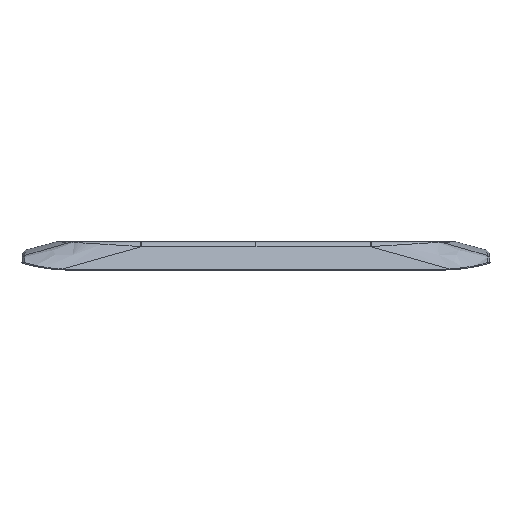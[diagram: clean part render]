
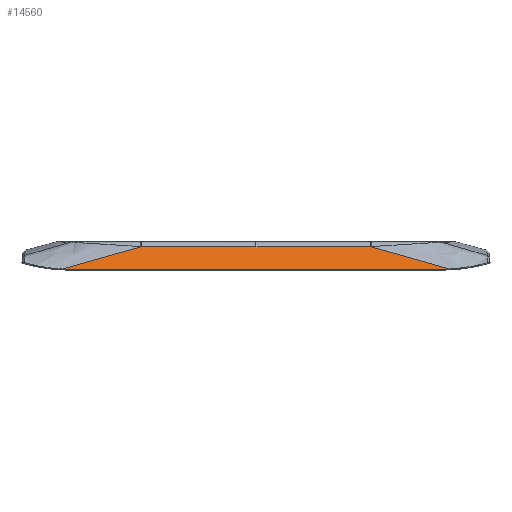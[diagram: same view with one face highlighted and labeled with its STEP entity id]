
A CAD part, left-side view. The second image highlights one B-rep face of the part: STEP entity #14560.
In plain terms, the highlighted planar face has unit normal (-0.951, 0, 0.309).
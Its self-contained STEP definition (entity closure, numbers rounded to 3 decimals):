
#140 = ORIENTED_EDGE ( 'NONE', *, *, #22693, .F. ) ;
#924 = EDGE_CURVE ( 'NONE', #21794, #5975, #8368, .T. ) ;
#1062 = B_SPLINE_CURVE_WITH_KNOTS ( 'NONE', 3,
 ( #11280, #17356, #21092, #7741 ),
 .UNSPECIFIED., .F., .F.,
 ( 4, 4 ),
 ( 0., 1. ),
 .UNSPECIFIED. ) ;
#1744 = VERTEX_POINT ( 'NONE', #21762 ) ;
#2330 = CARTESIAN_POINT ( 'NONE',  ( -6.333, 100.947, 6.427 ) ) ;
#2750 = EDGE_CURVE ( 'NONE', #15544, #21794, #21902, .T. ) ;
#2761 = CARTESIAN_POINT ( 'NONE',  ( -9.561, 2.675, -3.507 ) ) ;
#2908 = ORIENTED_EDGE ( 'NONE', *, *, #4832, .F. ) ;
#3018 = CARTESIAN_POINT ( 'NONE',  ( -9.561, 2.746, -3.507 ) ) ;
#3598 = LINE ( 'NONE', #23618, #6945 ) ;
#4375 = CARTESIAN_POINT ( 'NONE',  ( -9.561, 166.659, -3.506 ) ) ;
#4589 = CARTESIAN_POINT ( 'NONE',  ( -7.395, 22.294, 3.16 ) ) ;
#4832 = EDGE_CURVE ( 'NONE', #5467, #1744, #12561, .T. ) ;
#5467 = VERTEX_POINT ( 'NONE', #5876 ) ;
#5493 = CARTESIAN_POINT ( 'NONE',  ( -6.333, 33.889, 6.427 ) ) ;
#5876 = CARTESIAN_POINT ( 'NONE',  ( -6.333, 134.652, 6.427 ) ) ;
#5975 = VERTEX_POINT ( 'NONE', #5493 ) ;
#6325 = CARTESIAN_POINT ( 'NONE',  ( -9.533, -0.866, -3.421 ) ) ;
#6493 = CARTESIAN_POINT ( 'NONE',  ( -9.561, 2.746, -3.507 ) ) ;
#6572 = CARTESIAN_POINT ( 'NONE',  ( -9.554, 0.705, -3.486 ) ) ;
#6945 = VECTOR ( 'NONE', #21891, 1000. ) ;
#7340 = PLANE ( 'NONE',  #18146 ) ;
#7348 = CARTESIAN_POINT ( 'NONE',  ( -6.333, 134.3, 6.427 ) ) ;
#7500 = EDGE_LOOP ( 'NONE', ( #18437, #17596, #21135, #140, #9365, #12720, #19727, #17269, #2908 ) ) ;
#7741 = CARTESIAN_POINT ( 'NONE',  ( -6.333, 134.652, 6.427 ) ) ;
#8039 = CARTESIAN_POINT ( 'NONE',  ( -9.533, 169.423, -3.42 ) ) ;
#8281 = CARTESIAN_POINT ( 'NONE',  ( -9.561, 165.812, -3.507 ) ) ;
#8368 = B_SPLINE_CURVE_WITH_KNOTS ( 'NONE', 3,
 ( #12469, #22196, #14599, #24333 ),
 .UNSPECIFIED., .F., .F.,
 ( 4, 4 ),
 ( 0., 1. ),
 .UNSPECIFIED. ) ;
#9083 = VERTEX_POINT ( 'NONE', #15962 ) ;
#9365 = ORIENTED_EDGE ( 'NONE', *, *, #11761, .F. ) ;
#9967 = CARTESIAN_POINT ( 'NONE',  ( -9.554, 167.837, -3.486 ) ) ;
#9976 = CARTESIAN_POINT ( 'NONE',  ( -9.533, -0.882, -3.42 ) ) ;
#10218 = CARTESIAN_POINT ( 'NONE',  ( -9.54, 168.991, -3.441 ) ) ;
#10422 = CARTESIAN_POINT ( 'NONE',  ( -6.333, 34.241, 6.427 ) ) ;
#11048 = VERTEX_POINT ( 'NONE', #3018 ) ;
#11214 = DIRECTION ( 'NONE',  ( 0., -1., 0. ) ) ;
#11280 = CARTESIAN_POINT ( 'NONE',  ( -9.533, 169.423, -3.42 ) ) ;
#11696 = CARTESIAN_POINT ( 'NONE',  ( -6.333, 67.594, 6.427 ) ) ;
#11761 = EDGE_CURVE ( 'NONE', #5975, #17952, #21475, .T. ) ;
#12469 = CARTESIAN_POINT ( 'NONE',  ( -6.333, 34.241, 6.427 ) ) ;
#12561 = B_SPLINE_CURVE_WITH_KNOTS ( 'NONE', 3,
 ( #22843, #13115, #17056, #7348 ),
 .UNSPECIFIED., .F., .F.,
 ( 4, 4 ),
 ( 0., 1. ),
 .UNSPECIFIED. ) ;
#12714 = EDGE_CURVE ( 'NONE', #13314, #9083, #15266, .T. ) ;
#12720 = ORIENTED_EDGE ( 'NONE', *, *, #924, .F. ) ;
#13115 = CARTESIAN_POINT ( 'NONE',  ( -6.333, 134.535, 6.427 ) ) ;
#13314 = VERTEX_POINT ( 'NONE', #21244 ) ;
#14096 = EDGE_CURVE ( 'NONE', #1744, #15544, #15226, .T. ) ;
#14560 = ADVANCED_FACE ( 'NONE', ( #24242 ), #7340, .F. ) ;
#14599 = CARTESIAN_POINT ( 'NONE',  ( -6.333, 34.006, 6.427 ) ) ;
#14644 = CARTESIAN_POINT ( 'NONE',  ( -9.561, 1.882, -3.506 ) ) ;
#15226 = B_SPLINE_CURVE_WITH_KNOTS ( 'NONE', 3,
 ( #15777, #23620, #2330, #15944 ),
 .UNSPECIFIED., .F., .F.,
 ( 4, 4 ),
 ( 0., 1. ),
 .UNSPECIFIED. ) ;
#15266 = B_SPLINE_CURVE_WITH_KNOTS ( 'NONE', 3,
 ( #19942, #8281, #21886, #4375, #9967, #10218, #15939, #8039 ),
 .UNSPECIFIED., .F., .F.,
 ( 4, 1, 1, 1, 1, 4 ),
 ( 0., 0.013, 0.045, 0.656, 0.987, 1. ),
 .UNSPECIFIED. ) ;
#15544 = VERTEX_POINT ( 'NONE', #21897 ) ;
#15777 = CARTESIAN_POINT ( 'NONE',  ( -6.333, 134.3, 6.427 ) ) ;
#15939 = CARTESIAN_POINT ( 'NONE',  ( -9.533, 169.407, -3.421 ) ) ;
#15944 = CARTESIAN_POINT ( 'NONE',  ( -6.333, 84.271, 6.427 ) ) ;
#15962 = CARTESIAN_POINT ( 'NONE',  ( -9.533, 169.423, -3.42 ) ) ;
#16250 = CARTESIAN_POINT ( 'NONE',  ( -9.533, -0.882, -3.42 ) ) ;
#17056 = CARTESIAN_POINT ( 'NONE',  ( -6.333, 134.417, 6.427 ) ) ;
#17269 = ORIENTED_EDGE ( 'NONE', *, *, #14096, .F. ) ;
#17356 = CARTESIAN_POINT ( 'NONE',  ( -8.461, 157.838, -0.122 ) ) ;
#17596 = ORIENTED_EDGE ( 'NONE', *, *, #12714, .F. ) ;
#17952 = VERTEX_POINT ( 'NONE', #18647 ) ;
#18139 = CARTESIAN_POINT ( 'NONE',  ( -6.333, 33.889, 6.427 ) ) ;
#18146 = AXIS2_PLACEMENT_3D ( 'NONE', #20858, #18831, #11214 ) ;
#18437 = ORIENTED_EDGE ( 'NONE', *, *, #23371, .F. ) ;
#18647 = CARTESIAN_POINT ( 'NONE',  ( -9.533, -0.882, -3.42 ) ) ;
#18831 = DIRECTION ( 'NONE',  ( 0.951, 0., -0.309 ) ) ;
#19395 = CARTESIAN_POINT ( 'NONE',  ( -6.333, 34.241, 6.427 ) ) ;
#19561 = CARTESIAN_POINT ( 'NONE',  ( -6.333, 50.918, 6.427 ) ) ;
#19727 = ORIENTED_EDGE ( 'NONE', *, *, #2750, .F. ) ;
#19942 = CARTESIAN_POINT ( 'NONE',  ( -9.561, 165.796, -3.507 ) ) ;
#20152 = EDGE_CURVE ( 'NONE', #11048, #13314, #3598, .T. ) ;
#20369 = CARTESIAN_POINT ( 'NONE',  ( -9.561, 2.729, -3.507 ) ) ;
#20858 = CARTESIAN_POINT ( 'NONE',  ( -7.947, 84.271, 1.46 ) ) ;
#21092 = CARTESIAN_POINT ( 'NONE',  ( -7.395, 146.248, 3.16 ) ) ;
#21135 = ORIENTED_EDGE ( 'NONE', *, *, #20152, .F. ) ;
#21244 = CARTESIAN_POINT ( 'NONE',  ( -9.561, 165.796, -3.507 ) ) ;
#21475 = B_SPLINE_CURVE_WITH_KNOTS ( 'NONE', 3,
 ( #18139, #4589, #24253, #16250 ),
 .UNSPECIFIED., .F., .F.,
 ( 4, 4 ),
 ( 0., 1. ),
 .UNSPECIFIED. ) ;
#21762 = CARTESIAN_POINT ( 'NONE',  ( -6.333, 134.3, 6.427 ) ) ;
#21794 = VERTEX_POINT ( 'NONE', #10422 ) ;
#21886 = CARTESIAN_POINT ( 'NONE',  ( -9.561, 165.866, -3.507 ) ) ;
#21891 = DIRECTION ( 'NONE',  ( 0., 1., 0. ) ) ;
#21897 = CARTESIAN_POINT ( 'NONE',  ( -6.333, 84.271, 6.427 ) ) ;
#21902 = B_SPLINE_CURVE_WITH_KNOTS ( 'NONE', 3,
 ( #23232, #11696, #19561, #19395 ),
 .UNSPECIFIED., .F., .F.,
 ( 4, 4 ),
 ( 0., 1. ),
 .UNSPECIFIED. ) ;
#22196 = CARTESIAN_POINT ( 'NONE',  ( -6.333, 34.124, 6.427 ) ) ;
#22693 = EDGE_CURVE ( 'NONE', #17952, #11048, #24258, .T. ) ;
#22843 = CARTESIAN_POINT ( 'NONE',  ( -6.333, 134.652, 6.427 ) ) ;
#23232 = CARTESIAN_POINT ( 'NONE',  ( -6.333, 84.271, 6.427 ) ) ;
#23371 = EDGE_CURVE ( 'NONE', #9083, #5467, #1062, .T. ) ;
#23618 = CARTESIAN_POINT ( 'NONE',  ( -9.561, 84.271, -3.507 ) ) ;
#23620 = CARTESIAN_POINT ( 'NONE',  ( -6.333, 117.624, 6.427 ) ) ;
#24242 = FACE_OUTER_BOUND ( 'NONE', #7500, .T. ) ;
#24253 = CARTESIAN_POINT ( 'NONE',  ( -8.461, 10.703, -0.122 ) ) ;
#24258 = B_SPLINE_CURVE_WITH_KNOTS ( 'NONE', 3,
 ( #9976, #6325, #24294, #6572, #14644, #2761, #20369, #6493 ),
 .UNSPECIFIED., .F., .F.,
 ( 4, 1, 1, 1, 1, 4 ),
 ( 0., 0.013, 0.344, 0.955, 0.987, 1. ),
 .UNSPECIFIED. ) ;
#24294 = CARTESIAN_POINT ( 'NONE',  ( -9.54, -0.45, -3.441 ) ) ;
#24333 = CARTESIAN_POINT ( 'NONE',  ( -6.333, 33.889, 6.427 ) ) ;
